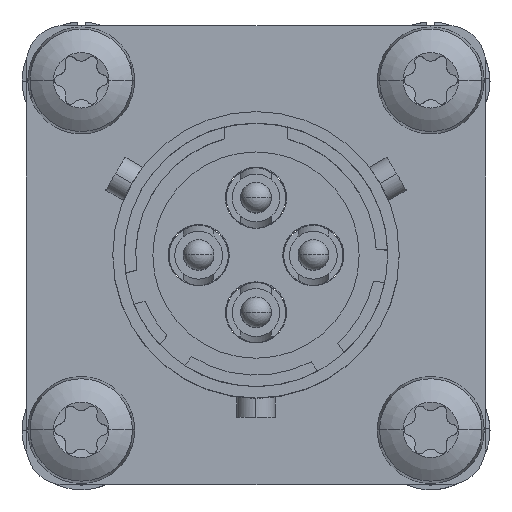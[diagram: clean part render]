
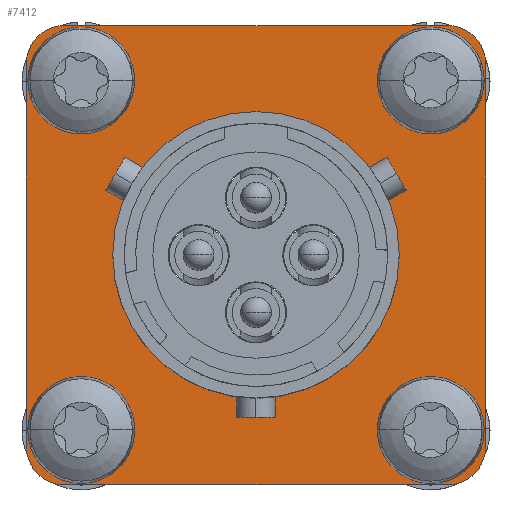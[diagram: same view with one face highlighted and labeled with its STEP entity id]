
A CAD part, top view. The second image highlights one B-rep face of the part: STEP entity #7412.
In plain terms, the highlighted free-form (B-spline) face has degree [1, 1] with [2, 2] control points.
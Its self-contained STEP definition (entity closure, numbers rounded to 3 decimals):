
#6772=CARTESIAN_POINT('',(-7.55,9.15,21.6));
#6773=VERTEX_POINT('',#6772);
#6782=CARTESIAN_POINT('',(-10.75,9.15,21.6));
#6783=VERTEX_POINT('',#6782);
#6784=CARTESIAN_POINT('',(-9.15,9.15,21.6));
#6785=DIRECTION('',(0.0,0.0,-1.0));
#6786=DIRECTION('',(1.0,0.0,0.0));
#6787=AXIS2_PLACEMENT_3D('',#6784,#6785,#6786);
#6788=CIRCLE('',#6787,1.6);
#6789=EDGE_CURVE('',#6783,#6773,#6788,.T.);
#6814=CARTESIAN_POINT('',(10.75,9.15,21.6));
#6815=VERTEX_POINT('',#6814);
#6824=CARTESIAN_POINT('',(7.55,9.15,21.6));
#6825=VERTEX_POINT('',#6824);
#6826=CARTESIAN_POINT('',(9.15,9.15,21.6));
#6827=DIRECTION('',(0.0,0.0,-1.0));
#6828=DIRECTION('',(1.0,0.0,0.0));
#6829=AXIS2_PLACEMENT_3D('',#6826,#6827,#6828);
#6830=CIRCLE('',#6829,1.6);
#6831=EDGE_CURVE('',#6825,#6815,#6830,.T.);
#6856=CARTESIAN_POINT('',(10.75,-9.15,21.6));
#6857=VERTEX_POINT('',#6856);
#6866=CARTESIAN_POINT('',(7.55,-9.15,21.6));
#6867=VERTEX_POINT('',#6866);
#6868=CARTESIAN_POINT('',(9.15,-9.15,21.6));
#6869=DIRECTION('',(0.0,0.0,-1.0));
#6870=DIRECTION('',(1.0,0.0,0.0));
#6871=AXIS2_PLACEMENT_3D('',#6868,#6869,#6870);
#6872=CIRCLE('',#6871,1.6);
#6873=EDGE_CURVE('',#6867,#6857,#6872,.T.);
#6898=CARTESIAN_POINT('',(-7.55,-9.15,21.6));
#6899=VERTEX_POINT('',#6898);
#6908=CARTESIAN_POINT('',(-10.75,-9.15,21.6));
#6909=VERTEX_POINT('',#6908);
#6910=CARTESIAN_POINT('',(-9.15,-9.15,21.6));
#6911=DIRECTION('',(0.0,0.0,-1.0));
#6912=DIRECTION('',(1.0,0.0,0.0));
#6913=AXIS2_PLACEMENT_3D('',#6910,#6911,#6912);
#6914=CIRCLE('',#6913,1.6);
#6915=EDGE_CURVE('',#6909,#6899,#6914,.T.);
#6940=CARTESIAN_POINT('',(5.4,0.,21.6));
#6941=VERTEX_POINT('',#6940);
#6950=CARTESIAN_POINT('',(-5.4,0.0,21.6));
#6951=VERTEX_POINT('',#6950);
#6952=CARTESIAN_POINT('',(0.0,0.0,21.6));
#6953=DIRECTION('',(0.0,0.0,-1.0));
#6954=DIRECTION('',(1.0,0.0,0.0));
#6955=AXIS2_PLACEMENT_3D('',#6952,#6953,#6954);
#6956=CIRCLE('',#6955,5.4);
#6957=EDGE_CURVE('',#6951,#6941,#6956,.T.);
#6991=CARTESIAN_POINT('',(0.0,0.0,21.6));
#6992=DIRECTION('',(0.0,0.0,-1.0));
#6993=DIRECTION('',(1.0,0.0,0.0));
#6994=AXIS2_PLACEMENT_3D('',#6991,#6992,#6993);
#6995=CIRCLE('',#6994,5.4);
#6996=EDGE_CURVE('',#6941,#6951,#6995,.T.);
#7015=CARTESIAN_POINT('',(-9.15,-9.15,21.6));
#7016=DIRECTION('',(0.0,0.0,-1.0));
#7017=DIRECTION('',(1.0,0.0,0.0));
#7018=AXIS2_PLACEMENT_3D('',#7015,#7016,#7017);
#7019=CIRCLE('',#7018,1.6);
#7020=EDGE_CURVE('',#6899,#6909,#7019,.T.);
#7039=CARTESIAN_POINT('',(9.15,-9.15,21.6));
#7040=DIRECTION('',(0.0,0.0,-1.0));
#7041=DIRECTION('',(1.0,0.0,0.0));
#7042=AXIS2_PLACEMENT_3D('',#7039,#7040,#7041);
#7043=CIRCLE('',#7042,1.6);
#7044=EDGE_CURVE('',#6857,#6867,#7043,.T.);
#7063=CARTESIAN_POINT('',(9.15,9.15,21.6));
#7064=DIRECTION('',(0.0,0.0,-1.0));
#7065=DIRECTION('',(1.0,0.0,0.0));
#7066=AXIS2_PLACEMENT_3D('',#7063,#7064,#7065);
#7067=CIRCLE('',#7066,1.6);
#7068=EDGE_CURVE('',#6815,#6825,#7067,.T.);
#7087=CARTESIAN_POINT('',(-9.15,9.15,21.6));
#7088=DIRECTION('',(0.0,0.0,-1.0));
#7089=DIRECTION('',(1.0,0.0,0.0));
#7090=AXIS2_PLACEMENT_3D('',#7087,#7088,#7089);
#7091=CIRCLE('',#7090,1.6);
#7092=EDGE_CURVE('',#6773,#6783,#7091,.T.);
#7102=CARTESIAN_POINT('',(12.025,10.025,21.6));
#7103=VERTEX_POINT('',#7102);
#7112=CARTESIAN_POINT('',(12.025,-10.025,21.6));
#7113=VERTEX_POINT('',#7112);
#7114=CARTESIAN_POINT('',(12.025,10.025,21.6));
#7115=DIRECTION('',(0.0,-1.0,0.0));
#7116=VECTOR('',#7115,20.05);
#7117=LINE('',#7114,#7116);
#7118=EDGE_CURVE('',#7103,#7113,#7117,.T.);
#7152=CARTESIAN_POINT('',(10.025,-12.025,21.6));
#7153=VERTEX_POINT('',#7152);
#7154=CARTESIAN_POINT('',(10.025,-10.025,21.6));
#7155=DIRECTION('',(0.0,0.0,-1.0));
#7156=DIRECTION('',(0.707,-0.707,0.0));
#7157=AXIS2_PLACEMENT_3D('',#7154,#7155,#7156);
#7158=CIRCLE('',#7157,2.0);
#7159=EDGE_CURVE('',#7113,#7153,#7158,.T.);
#7176=CARTESIAN_POINT('',(-10.025,-12.025,21.6));
#7177=VERTEX_POINT('',#7176);
#7178=CARTESIAN_POINT('',(-10.025,-12.025,21.6));
#7179=DIRECTION('',(1.0,0.0,0.0));
#7180=VECTOR('',#7179,20.05);
#7181=LINE('',#7178,#7180);
#7182=EDGE_CURVE('',#7177,#7153,#7181,.T.);
#7216=CARTESIAN_POINT('',(-12.025,-10.025,21.6));
#7217=VERTEX_POINT('',#7216);
#7218=CARTESIAN_POINT('',(-10.025,-10.025,21.6));
#7219=DIRECTION('',(0.0,0.0,-1.0));
#7220=DIRECTION('',(-0.707,-0.707,0.0));
#7221=AXIS2_PLACEMENT_3D('',#7218,#7219,#7220);
#7222=CIRCLE('',#7221,2.0);
#7223=EDGE_CURVE('',#7177,#7217,#7222,.T.);
#7240=CARTESIAN_POINT('',(-12.025,10.025,21.6));
#7241=VERTEX_POINT('',#7240);
#7242=CARTESIAN_POINT('',(-12.025,-10.025,21.6));
#7243=DIRECTION('',(0.0,1.0,0.0));
#7244=VECTOR('',#7243,20.05);
#7245=LINE('',#7242,#7244);
#7246=EDGE_CURVE('',#7217,#7241,#7245,.T.);
#7280=CARTESIAN_POINT('',(-10.025,12.025,21.6));
#7281=VERTEX_POINT('',#7280);
#7282=CARTESIAN_POINT('',(-10.025,10.025,21.6));
#7283=DIRECTION('',(0.0,0.0,-1.0));
#7284=DIRECTION('',(-0.707,0.707,0.0));
#7285=AXIS2_PLACEMENT_3D('',#7282,#7283,#7284);
#7286=CIRCLE('',#7285,2.0);
#7287=EDGE_CURVE('',#7241,#7281,#7286,.T.);
#7353=CARTESIAN_POINT('',(10.025,12.025,21.6));
#7354=VERTEX_POINT('',#7353);
#7361=CARTESIAN_POINT('',(10.025,10.025,21.6));
#7362=DIRECTION('',(0.0,0.0,-1.0));
#7363=DIRECTION('',(0.707,0.707,0.0));
#7364=AXIS2_PLACEMENT_3D('',#7361,#7362,#7363);
#7365=CIRCLE('',#7364,2.0);
#7366=EDGE_CURVE('',#7354,#7103,#7365,.T.);
#7372=CARTESIAN_POINT('',(-12.025,-12.025,21.6));
#7373=CARTESIAN_POINT('',(12.025,-12.025,21.6));
#7374=CARTESIAN_POINT('',(-12.025,12.025,21.6));
#7375=CARTESIAN_POINT('',(12.025,12.025,21.6));
#7376=B_SPLINE_SURFACE_WITH_KNOTS('',1,1,((#7372,#7374),(#7373,#7375)),.UNSPECIFIED.,.F.,.F.,.U.,(2,2),(2,2),(0.0,24.05),(0.0,24.05),.UNSPECIFIED.);
#7377=ORIENTED_EDGE('',*,*,#7366,.F.);
#7378=CARTESIAN_POINT('',(10.025,12.025,21.6));
#7379=DIRECTION('',(-1.0,0.0,0.0));
#7380=VECTOR('',#7379,20.05);
#7381=LINE('',#7378,#7380);
#7382=EDGE_CURVE('',#7354,#7281,#7381,.T.);
#7383=ORIENTED_EDGE('',*,*,#7382,.T.);
#7384=ORIENTED_EDGE('',*,*,#7287,.F.);
#7385=ORIENTED_EDGE('',*,*,#7246,.F.);
#7386=ORIENTED_EDGE('',*,*,#7223,.F.);
#7387=ORIENTED_EDGE('',*,*,#7182,.T.);
#7388=ORIENTED_EDGE('',*,*,#7159,.F.);
#7389=ORIENTED_EDGE('',*,*,#7118,.F.);
#7390=EDGE_LOOP('',(#7377,#7383,#7384,#7385,#7386,#7387,#7388,#7389));
#7391=FACE_OUTER_BOUND('',#7390,.T.);
#7392=ORIENTED_EDGE('',*,*,#6957,.T.);
#7393=ORIENTED_EDGE('',*,*,#6996,.T.);
#7394=EDGE_LOOP('',(#7392,#7393));
#7395=FACE_BOUND('',#7394,.T.);
#7396=ORIENTED_EDGE('',*,*,#7020,.T.);
#7397=ORIENTED_EDGE('',*,*,#6915,.T.);
#7398=EDGE_LOOP('',(#7396,#7397));
#7399=FACE_BOUND('',#7398,.T.);
#7400=ORIENTED_EDGE('',*,*,#7044,.T.);
#7401=ORIENTED_EDGE('',*,*,#6873,.T.);
#7402=EDGE_LOOP('',(#7400,#7401));
#7403=FACE_BOUND('',#7402,.T.);
#7404=ORIENTED_EDGE('',*,*,#7068,.T.);
#7405=ORIENTED_EDGE('',*,*,#6831,.T.);
#7406=EDGE_LOOP('',(#7404,#7405));
#7407=FACE_BOUND('',#7406,.T.);
#7408=ORIENTED_EDGE('',*,*,#7092,.T.);
#7409=ORIENTED_EDGE('',*,*,#6789,.T.);
#7410=EDGE_LOOP('',(#7408,#7409));
#7411=FACE_BOUND('',#7410,.T.);
#7412=ADVANCED_FACE('',(#7391,#7395,#7399,#7403,#7407,#7411),#7376,.T.);
